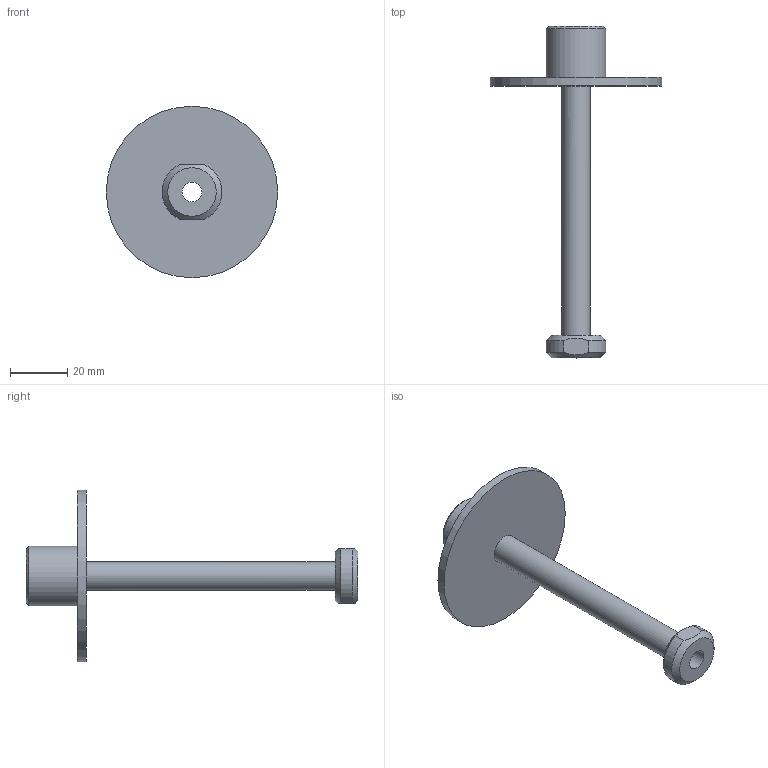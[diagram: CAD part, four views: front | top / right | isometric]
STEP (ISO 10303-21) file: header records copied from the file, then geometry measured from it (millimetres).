
FILE_DESCRIPTION(('STEP AP214'),'1');
FILE_NAME('Art.25010.stp','2022-09-05T08:19:56',(' '),(' '),'Spatial InterOp 3D',' ',' ');
FILE_SCHEMA(('AUTOMOTIVE_DESIGN { 1 0 10303 214 1 1 1 1 }'));
Length unit declared in the file: millimetre
Products named in the file (1): Art.25010
Bounding box: 60 x 116.2 x 60 mm (x, y, z)
Volume: 18710.3 mm3; surface area: 13907 mm2
Topology: 1 solids, 1 shells, 24 faces, 46 edges, 30 vertices
Faces by surface type: plane 10, cylinder 9, cone 5
Full cylindrical faces by diameter (mm): 7 x1, 10 x1, 10.4 x1, 14 x1, 16.4 x1, 20.955 x1, 60 x1
Entity records: 793 total; most frequent: CARTESIAN_POINT 115, DIRECTION 100, ORIENTED_EDGE 62, AXIS2_PLACEMENT_3D 48, EDGE_LOOP 44, FACE_OUTER_BOUND 31, EDGE_CURVE 31, VERTEX_POINT 27
